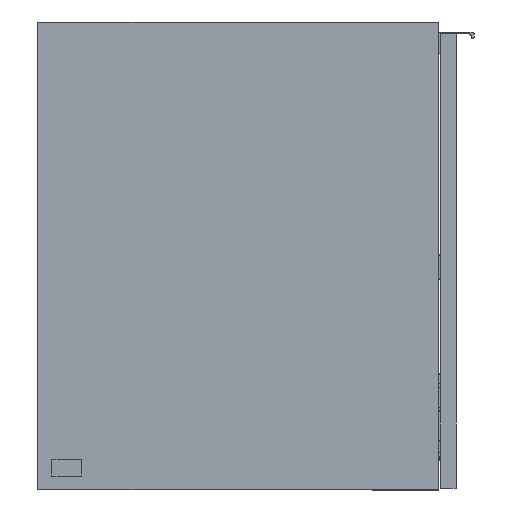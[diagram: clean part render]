
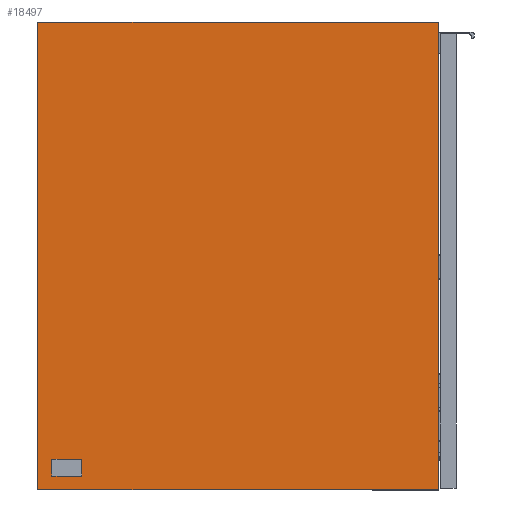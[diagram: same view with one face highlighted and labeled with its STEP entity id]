
A CAD part, left-side view. The second image highlights one B-rep face of the part: STEP entity #18497.
In plain terms, the highlighted planar face has unit normal (-1, 0, 0).
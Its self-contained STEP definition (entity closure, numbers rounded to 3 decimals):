
#1290=FACE_OUTER_BOUND('',#2291,.T.);
#2291=EDGE_LOOP('',(#12287,#12288,#12289,#12290));
#3411=LINE('',#26591,#5534);
#3414=LINE('',#26597,#5537);
#3417=LINE('',#26603,#5540);
#3418=LINE('',#26604,#5541);
#5534=VECTOR('',#21193,1.);
#5537=VECTOR('',#21198,1.);
#5540=VECTOR('',#21203,1.);
#5541=VECTOR('',#21204,1.);
#7652=VERTEX_POINT('',#26587);
#7654=VERTEX_POINT('',#26590);
#7656=VERTEX_POINT('',#26596);
#7658=VERTEX_POINT('',#26602);
#9503=EDGE_CURVE('',#7654,#7652,#3411,.T.);
#9506=EDGE_CURVE('',#7656,#7654,#3414,.T.);
#9509=EDGE_CURVE('',#7652,#7658,#3417,.T.);
#9510=EDGE_CURVE('',#7658,#7656,#3418,.T.);
#12287=ORIENTED_EDGE('',*,*,#9503,.T.);
#12288=ORIENTED_EDGE('',*,*,#9509,.T.);
#12289=ORIENTED_EDGE('',*,*,#9510,.T.);
#12290=ORIENTED_EDGE('',*,*,#9506,.T.);
#17793=PLANE('',#19537);
#18497=ADVANCED_FACE('',(#1290),#17793,.T.);
#19537=AXIS2_PLACEMENT_3D('',#26601,#21201,#21202);
#21193=DIRECTION('',(0.,0.,-1.));
#21198=DIRECTION('',(0.,1.,0.));
#21201=DIRECTION('center_axis',(-1.,0.,0.));
#21202=DIRECTION('ref_axis',(0.,0.,1.));
#21203=DIRECTION('',(0.,-1.,0.));
#21204=DIRECTION('',(0.,0.,1.));
#26587=CARTESIAN_POINT('',(0.,0.,0.));
#26590=CARTESIAN_POINT('',(0.,0.,470.));
#26591=CARTESIAN_POINT('',(0.,0.,235.));
#26596=CARTESIAN_POINT('',(0.,-402.,470.));
#26597=CARTESIAN_POINT('',(0.,-402.,470.));
#26601=CARTESIAN_POINT('Origin',(0.,-199.5,
235.));
#26602=CARTESIAN_POINT('',(0.,-402.,0.));
#26603=CARTESIAN_POINT('',(0.,3.,0.));
#26604=CARTESIAN_POINT('',(0.,-402.,0.));
